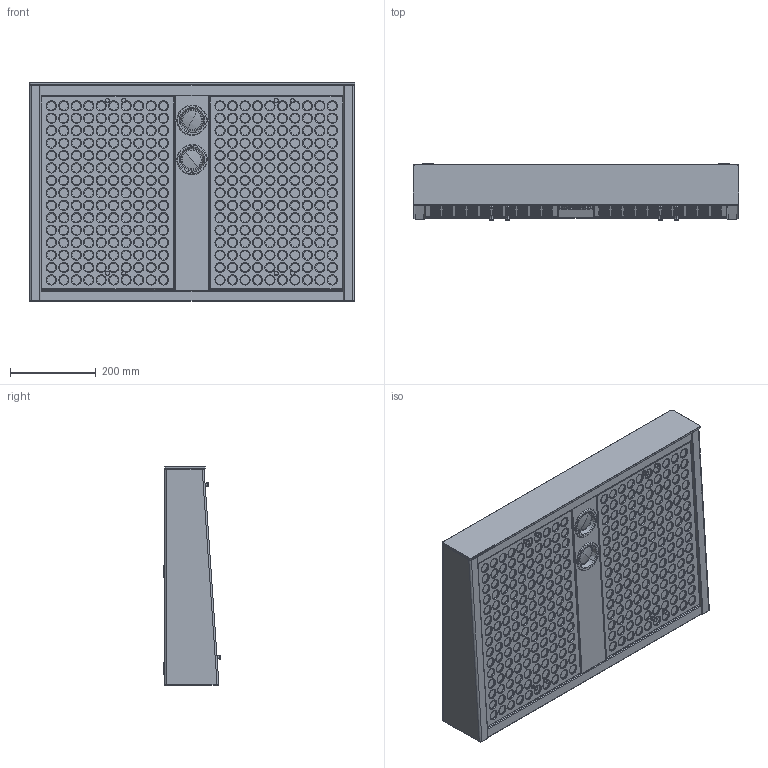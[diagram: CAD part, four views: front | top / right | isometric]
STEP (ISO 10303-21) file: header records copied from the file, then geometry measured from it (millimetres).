
FILE_DESCRIPTION((''),'2;1');
FILE_NAME('C700_ASSY_GENERIC_ASM','2012-03-27T',('bathalond'),('Venmar-Ventilation'),'PRO/ENGINEER BY PARAMETRIC TECHNOLOGY CORPORATION, 2010370','PRO/ENGINEER BY PARAMETRIC TECHNOLOGY CORPORATION, 2010370','');
FILE_SCHEMA(('CONFIG_CONTROL_DESIGN'));
Length unit declared in the file: inch
Products named in the file (9): C700_3D_SHELL-01; CIS700_3D_LIGHT-TRIM; CIS700_3D_LIGHT-BULB; CIS700_3D_LIGHT-KIT_ASM; C700_3D_GLASS-01; CIS700_3D_GLASS-PICTO; CC700_3D_FILTER-30; CIS700_3D_FILTER-KNOB; C700_ASSY_GENERIC_ASM
Assembly tree (17 placements, depth 3):
  C700_ASSY_GENERIC_ASM
    C700_3D_SHELL-01
    CIS700_3D_LIGHT-KIT_ASM  x2
      CIS700_3D_LIGHT-TRIM
      CIS700_3D_LIGHT-BULB
    C700_3D_GLASS-01
    CIS700_3D_GLASS-PICTO
    CC700_3D_FILTER-30  x2
    CIS700_3D_FILTER-KNOB  x8
Bounding box: 760.86 x 132.54 x 510.97 mm (x, y, z)
Volume: 37273232.1 mm3; surface area: 1949988.3 mm2
Topology: 39 solids, 39 shells, 2099 faces, 4343 edges, 2640 vertices
Faces by surface type: cylinder 747, torus 640, plane 632, cone 64, bspline 8, sphere 8
Entity records: 32879 total; most frequent: DIRECTION 6359, CARTESIAN_POINT 5694, ORIENTED_EDGE 5078, AXIS2_PLACEMENT_3D 2631, EDGE_CURVE 2539, VERTEX_POINT 1567, CIRCLE 1418, EDGE_LOOP 1362
